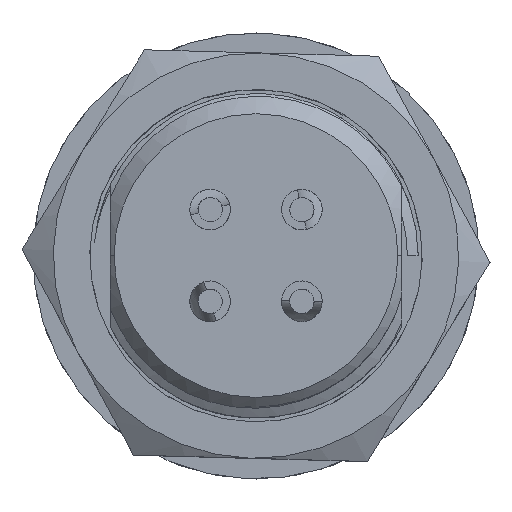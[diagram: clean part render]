
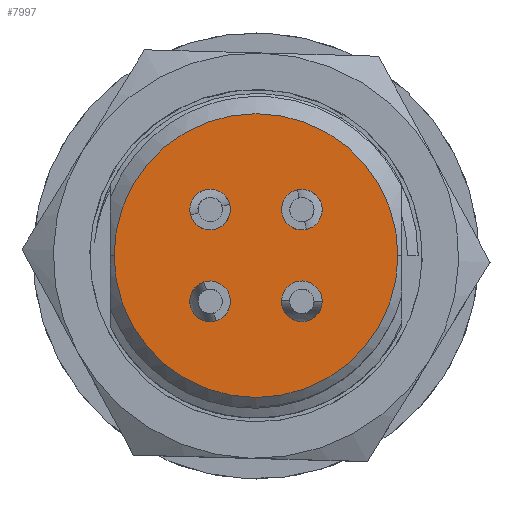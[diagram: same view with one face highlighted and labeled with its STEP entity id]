
A CAD part, top view. The second image highlights one B-rep face of the part: STEP entity #7997.
In plain terms, the highlighted planar face has unit normal (0, 0, 1).
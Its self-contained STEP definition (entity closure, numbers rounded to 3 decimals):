
#96 = ORIENTED_EDGE ( 'NONE', *, *, #6600, .F. ) ;
#311 = EDGE_CURVE ( 'NONE', #22345, #3232, #4482, .T. ) ;
#383 = CIRCLE ( 'NONE', #18433, 3.5 ) ;
#702 = EDGE_CURVE ( 'NONE', #14220, #10359, #383, .T. ) ;
#886 = CARTESIAN_POINT ( 'NONE',  ( -1.607, -1.285, 0. ) ) ;
#1607 = EDGE_CURVE ( 'NONE', #10359, #14220, #9871, .T. ) ;
#1724 = CARTESIAN_POINT ( 'NONE',  ( 0.643, 1.022, 0. ) ) ;
#1978 = CARTESIAN_POINT ( 'NONE',  ( 3.5, 0., 0. ) ) ;
#2115 = CIRCLE ( 'NONE', #27340, 0.5 ) ;
#2238 = CIRCLE ( 'NONE', #24898, 0.5 ) ;
#2435 = ORIENTED_EDGE ( 'NONE', *, *, #31548, .F. ) ;
#3206 = FACE_BOUND ( 'NONE', #20878, .T. ) ;
#3232 = VERTEX_POINT ( 'NONE', #21869 ) ;
#3369 = CARTESIAN_POINT ( 'NONE',  ( 1.131, -1.131, 0. ) ) ;
#4351 = VERTEX_POINT ( 'NONE', #10039 ) ;
#4399 = CARTESIAN_POINT ( 'NONE',  ( 1.116, -1.631, 0. ) ) ;
#4482 = CIRCLE ( 'NONE', #14296, 0.5 ) ;
#5180 = CIRCLE ( 'NONE', #23721, 0.5 ) ;
#5191 = DIRECTION ( 'NONE',  ( 0., 0., 1. ) ) ;
#5262 = AXIS2_PLACEMENT_3D ( 'NONE', #14830, #19848, #12420 ) ;
#5332 = EDGE_CURVE ( 'NONE', #31782, #13188, #2238, .T. ) ;
#5670 = DIRECTION ( 'NONE',  ( 1., 0., 0. ) ) ;
#5773 = FACE_BOUND ( 'NONE', #8776, .T. ) ;
#6143 = DIRECTION ( 'NONE',  ( 1., 0., 0. ) ) ;
#6428 = EDGE_CURVE ( 'NONE', #28959, #8852, #17047, .T. ) ;
#6599 = ORIENTED_EDGE ( 'NONE', *, *, #702, .T. ) ;
#6600 = EDGE_CURVE ( 'NONE', #8625, #4351, #5180, .T. ) ;
#7997 = ADVANCED_FACE ( 'NONE', ( #30423, #5773, #29965, #3206, #15616 ), #10624, .T. ) ;
#8194 = CARTESIAN_POINT ( 'NONE',  ( -3.63, 3.63, 0. ) ) ;
#8209 = CARTESIAN_POINT ( 'NONE',  ( 1.619, 1.24, 0. ) ) ;
#8625 = VERTEX_POINT ( 'NONE', #886 ) ;
#8721 = DIRECTION ( 'NONE',  ( 0., 0., 1. ) ) ;
#8776 = EDGE_LOOP ( 'NONE', ( #10827, #19144 ) ) ;
#8852 = VERTEX_POINT ( 'NONE', #18528 ) ;
#8895 = EDGE_CURVE ( 'NONE', #3232, #22345, #30614, .T. ) ;
#9542 = AXIS2_PLACEMENT_3D ( 'NONE', #19082, #13752, #28734 ) ;
#9871 = CIRCLE ( 'NONE', #16053, 3.5 ) ;
#10039 = CARTESIAN_POINT ( 'NONE',  ( -0.656, -0.978, 0. ) ) ;
#10359 = VERTEX_POINT ( 'NONE', #1978 ) ;
#10624 = PLANE ( 'NONE',  #11396 ) ;
#10675 = CARTESIAN_POINT ( 'NONE',  ( 1.131, -1.131, 0. ) ) ;
#10827 = ORIENTED_EDGE ( 'NONE', *, *, #8895, .F. ) ;
#11396 = AXIS2_PLACEMENT_3D ( 'NONE', #8194, #15456, #22878 ) ;
#12077 = DIRECTION ( 'NONE',  ( 0., -1., 0. ) ) ;
#12420 = DIRECTION ( 'NONE',  ( 1., 0., 0. ) ) ;
#12881 = DIRECTION ( 'NONE',  ( 0., 0., 1. ) ) ;
#13188 = VERTEX_POINT ( 'NONE', #1724 ) ;
#13724 = DIRECTION ( 'NONE',  ( 0., 0., 1. ) ) ;
#13752 = DIRECTION ( 'NONE',  ( 0., 0., 1. ) ) ;
#13984 = CARTESIAN_POINT ( 'NONE',  ( 1.131, 1.131, 0. ) ) ;
#14162 = DIRECTION ( 'NONE',  ( 0., 0., 1. ) ) ;
#14220 = VERTEX_POINT ( 'NONE', #17483 ) ;
#14296 = AXIS2_PLACEMENT_3D ( 'NONE', #17939, #5191, #27455 ) ;
#14830 = CARTESIAN_POINT ( 'NONE',  ( -1.131, -1.131, 0. ) ) ;
#15456 = DIRECTION ( 'NONE',  ( 0., 0., 1. ) ) ;
#15563 = CARTESIAN_POINT ( 'NONE',  ( -1.265, 1.613, 0. ) ) ;
#15616 = FACE_BOUND ( 'NONE', #25004, .T. ) ;
#15962 = DIRECTION ( 'NONE',  ( 0., 0., 1. ) ) ;
#16053 = AXIS2_PLACEMENT_3D ( 'NONE', #30215, #30797, #6143 ) ;
#16448 = ORIENTED_EDGE ( 'NONE', *, *, #5332, .F. ) ;
#17047 = CIRCLE ( 'NONE', #21138, 0.5 ) ;
#17067 = CARTESIAN_POINT ( 'NONE',  ( 1.131, 1.131, 0. ) ) ;
#17483 = CARTESIAN_POINT ( 'NONE',  ( -3.5, 0., 0. ) ) ;
#17589 = ORIENTED_EDGE ( 'NONE', *, *, #1607, .T. ) ;
#17613 = EDGE_CURVE ( 'NONE', #8852, #28959, #20228, .T. ) ;
#17926 = CARTESIAN_POINT ( 'NONE',  ( -1.131, -1.131, 0. ) ) ;
#17939 = CARTESIAN_POINT ( 'NONE',  ( -1.131, 1.131, 0. ) ) ;
#17993 = ORIENTED_EDGE ( 'NONE', *, *, #22838, .F. ) ;
#18433 = AXIS2_PLACEMENT_3D ( 'NONE', #30804, #8721, #5670 ) ;
#18528 = CARTESIAN_POINT ( 'NONE',  ( 1.147, -0.632, 0. ) ) ;
#19082 = CARTESIAN_POINT ( 'NONE',  ( -1.131, 1.131, 0. ) ) ;
#19144 = ORIENTED_EDGE ( 'NONE', *, *, #311, .F. ) ;
#19848 = DIRECTION ( 'NONE',  ( 0., 0., 1. ) ) ;
#20228 = CIRCLE ( 'NONE', #24344, 0.5 ) ;
#20878 = EDGE_LOOP ( 'NONE', ( #17993, #16448 ) ) ;
#21138 = AXIS2_PLACEMENT_3D ( 'NONE', #10675, #13724, #28222 ) ;
#21402 = DIRECTION ( 'NONE',  ( 0., 0., 1. ) ) ;
#21869 = CARTESIAN_POINT ( 'NONE',  ( -0.998, 0.65, 0. ) ) ;
#22345 = VERTEX_POINT ( 'NONE', #15563 ) ;
#22838 = EDGE_CURVE ( 'NONE', #13188, #31782, #2115, .T. ) ;
#22878 = DIRECTION ( 'NONE',  ( 1., 0., 0. ) ) ;
#23721 = AXIS2_PLACEMENT_3D ( 'NONE', #17926, #15962, #27756 ) ;
#24178 = EDGE_LOOP ( 'NONE', ( #27182, #31620 ) ) ;
#24344 = AXIS2_PLACEMENT_3D ( 'NONE', #3369, #12881, #30131 ) ;
#24898 = AXIS2_PLACEMENT_3D ( 'NONE', #17067, #14162, #12077 ) ;
#25004 = EDGE_LOOP ( 'NONE', ( #2435, #96 ) ) ;
#27182 = ORIENTED_EDGE ( 'NONE', *, *, #17613, .F. ) ;
#27340 = AXIS2_PLACEMENT_3D ( 'NONE', #13984, #21402, #31221 ) ;
#27455 = DIRECTION ( 'NONE',  ( 1., 0., 0. ) ) ;
#27756 = DIRECTION ( 'NONE',  ( 1., 0., 0. ) ) ;
#28222 = DIRECTION ( 'NONE',  ( 1., 0., 0. ) ) ;
#28599 = EDGE_LOOP ( 'NONE', ( #6599, #17589 ) ) ;
#28734 = DIRECTION ( 'NONE',  ( 1., 0., 0. ) ) ;
#28959 = VERTEX_POINT ( 'NONE', #4399 ) ;
#29965 = FACE_BOUND ( 'NONE', #24178, .T. ) ;
#30131 = DIRECTION ( 'NONE',  ( 1., 0., 0. ) ) ;
#30215 = CARTESIAN_POINT ( 'NONE',  ( 0., 0., 0. ) ) ;
#30423 = FACE_OUTER_BOUND ( 'NONE', #28599, .T. ) ;
#30462 = CIRCLE ( 'NONE', #5262, 0.5 ) ;
#30614 = CIRCLE ( 'NONE', #9542, 0.5 ) ;
#30797 = DIRECTION ( 'NONE',  ( 0., 0., 1. ) ) ;
#30804 = CARTESIAN_POINT ( 'NONE',  ( 0., 0., 0. ) ) ;
#31221 = DIRECTION ( 'NONE',  ( 0., -1., 0. ) ) ;
#31548 = EDGE_CURVE ( 'NONE', #4351, #8625, #30462, .T. ) ;
#31620 = ORIENTED_EDGE ( 'NONE', *, *, #6428, .F. ) ;
#31782 = VERTEX_POINT ( 'NONE', #8209 ) ;
